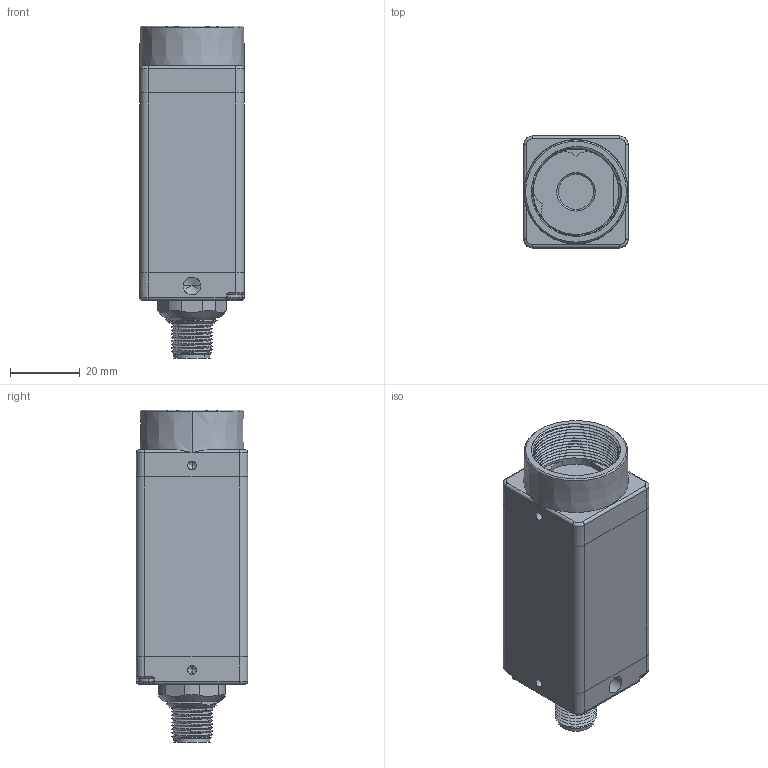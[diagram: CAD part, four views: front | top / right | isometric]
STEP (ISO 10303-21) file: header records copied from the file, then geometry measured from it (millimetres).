
FILE_DESCRIPTION((''),'2;1');
FILE_NAME('144925_SM01_ASM','2025-07-03T08:16:55',('banengservice'),('BANNER ENGINEERING'),'CREO PARAMETRIC BY PTC INC, 2022414','CREO PARAMETRIC BY PTC INC, 2022414','');
FILE_SCHEMA(('CONFIG_CONTROL_DESIGN'));
Length unit declared in the file: millimetre
Products named in the file (2): 144925_EP01; 144925_SM01_ASM
Assembly tree (1 placements, depth 2):
  144925_SM01_ASM
    144925_EP01
Bounding box: 30 x 32 x 94.95 mm (x, y, z)
Volume: 66756.3 mm3; surface area: 14597.5 mm2
Topology: 1 solids, 1 shells, 337 faces, 816 edges, 498 vertices
Faces by surface type: cylinder 122, plane 92, bspline 60, cone 41, torus 16, sphere 6
Entity records: 21841 total; most frequent: CARTESIAN_POINT 14292, ORIENTED_EDGE 1608, DIRECTION 1506, EDGE_CURVE 804, AXIS2_PLACEMENT_3D 606, VERTEX_POINT 498, EDGE_LOOP 366, FACE_OUTER_BOUND 337
